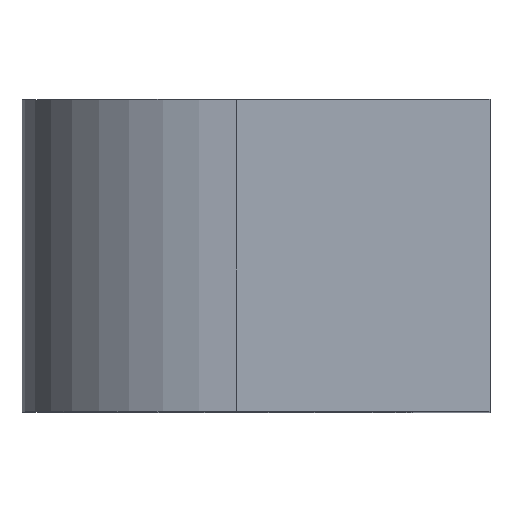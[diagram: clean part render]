
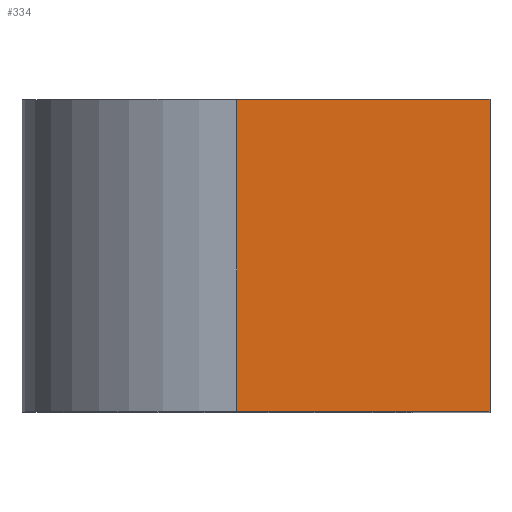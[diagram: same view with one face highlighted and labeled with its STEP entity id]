
A CAD part, top view. The second image highlights one B-rep face of the part: STEP entity #334.
In plain terms, the highlighted planar face has unit normal (0, 0, 1).
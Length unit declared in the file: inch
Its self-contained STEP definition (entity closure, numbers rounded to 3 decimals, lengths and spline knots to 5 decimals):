
#54=FACE_OUTER_BOUND('',#76,.T.);
#76=EDGE_LOOP('',(#269,#270,#271,#272));
#90=LINE('',#496,#120);
#103=LINE('',#575,#133);
#108=LINE('',#589,#138);
#109=LINE('',#590,#139);
#120=VECTOR('',#402,0.3937);
#133=VECTOR('',#443,0.3937);
#138=VECTOR('',#456,0.3937);
#139=VECTOR('',#457,0.3937);
#147=VERTEX_POINT('',#489);
#150=VERTEX_POINT('',#494);
#166=VERTEX_POINT('',#574);
#171=VERTEX_POINT('',#588);
#180=EDGE_CURVE('',#150,#147,#90,.T.);
#202=EDGE_CURVE('',#166,#150,#103,.T.);
#209=EDGE_CURVE('',#171,#166,#108,.T.);
#210=EDGE_CURVE('',#147,#171,#109,.T.);
#269=ORIENTED_EDGE('',*,*,#209,.F.);
#270=ORIENTED_EDGE('',*,*,#210,.F.);
#271=ORIENTED_EDGE('',*,*,#180,.F.);
#272=ORIENTED_EDGE('',*,*,#202,.F.);
#321=PLANE('',#383);
#334=ADVANCED_FACE('',(#54),#321,.T.);
#383=AXIS2_PLACEMENT_3D('',#587,#454,#455);
#402=DIRECTION('',(0.,-1.,0.));
#443=DIRECTION('',(1.,0.,0.));
#454=DIRECTION('center_axis',(0.,0.,
1.));
#455=DIRECTION('ref_axis',(0.,1.,0.));
#456=DIRECTION('',(0.,1.,0.));
#457=DIRECTION('',(-1.,0.,0.));
#489=CARTESIAN_POINT('',(0.8125,-0.5,1.));
#494=CARTESIAN_POINT('',(0.8125,0.5,1.));
#496=CARTESIAN_POINT('',(0.8125,0.5,1.));
#574=CARTESIAN_POINT('',(0.,0.5,1.));
#575=CARTESIAN_POINT('',(0.6875,0.5,1.));
#587=CARTESIAN_POINT('Origin',(0.6875,-0.5,1.));
#588=CARTESIAN_POINT('',(0.,-0.5,1.));
#589=CARTESIAN_POINT('',(0.,0.,1.));
#590=CARTESIAN_POINT('',(0.6875,-0.5,1.));
